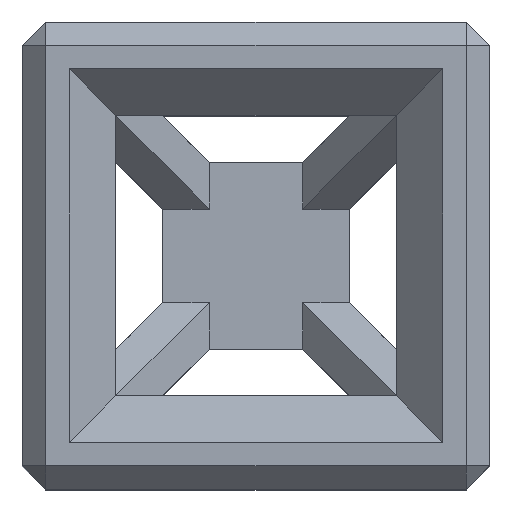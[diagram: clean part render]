
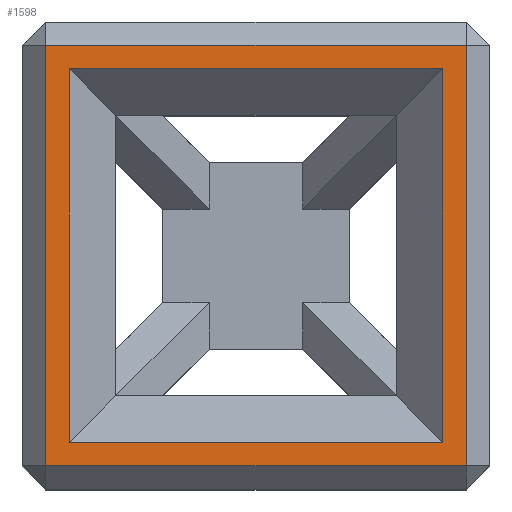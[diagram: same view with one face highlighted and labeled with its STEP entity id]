
A CAD part, top view. The second image highlights one B-rep face of the part: STEP entity #1598.
In plain terms, the highlighted planar face has unit normal (0, 0, 1).
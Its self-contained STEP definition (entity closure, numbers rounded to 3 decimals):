
#2 = DIRECTION ( 'NONE',  ( 1., 0., 0. ) ) ;
#27 = EDGE_CURVE ( 'NONE', #2039, #1325, #2563, .T. ) ;
#123 = CARTESIAN_POINT ( 'NONE',  ( -5., 4.5, 5. ) ) ;
#142 = LINE ( 'NONE', #1240, #484 ) ;
#189 = DIRECTION ( 'NONE',  ( 0., 0., -1. ) ) ;
#197 = CARTESIAN_POINT ( 'NONE',  ( -4.5, 5., 5. ) ) ;
#484 = VECTOR ( 'NONE', #2249, 1000. ) ;
#497 = CARTESIAN_POINT ( 'NONE',  ( 4., 5., 5. ) ) ;
#701 = LINE ( 'NONE', #755, #1466 ) ;
#724 = PLANE ( 'NONE',  #3240 ) ;
#737 = DIRECTION ( 'NONE',  ( 0., -1., 0. ) ) ;
#755 = CARTESIAN_POINT ( 'NONE',  ( -4., 5., 5. ) ) ;
#770 = VECTOR ( 'NONE', #737, 1000. ) ;
#815 = CARTESIAN_POINT ( 'NONE',  ( -4.5, 4.5, 5. ) ) ;
#905 = CARTESIAN_POINT ( 'NONE',  ( 4., 4., 5. ) ) ;
#967 = ORIENTED_EDGE ( 'NONE', *, *, #2608, .T. ) ;
#1035 = ORIENTED_EDGE ( 'NONE', *, *, #2087, .T. ) ;
#1200 = VERTEX_POINT ( 'NONE', #905 ) ;
#1217 = LINE ( 'NONE', #3277, #1243 ) ;
#1231 = EDGE_CURVE ( 'NONE', #1325, #3022, #142, .T. ) ;
#1240 = CARTESIAN_POINT ( 'NONE',  ( 5., -4.5, 5. ) ) ;
#1243 = VECTOR ( 'NONE', #2515, 1000. ) ;
#1325 = VERTEX_POINT ( 'NONE', #1523 ) ;
#1339 = LINE ( 'NONE', #497, #1837 ) ;
#1362 = VERTEX_POINT ( 'NONE', #2056 ) ;
#1401 = VERTEX_POINT ( 'NONE', #2601 ) ;
#1458 = ORIENTED_EDGE ( 'NONE', *, *, #27, .T. ) ;
#1466 = VECTOR ( 'NONE', #1804, 1000. ) ;
#1521 = CARTESIAN_POINT ( 'NONE',  ( -5., 5., 5. ) ) ;
#1523 = CARTESIAN_POINT ( 'NONE',  ( -4.5, -4.5, 5. ) ) ;
#1560 = DIRECTION ( 'NONE',  ( 0., -1., 0. ) ) ;
#1564 = ORIENTED_EDGE ( 'NONE', *, *, #3146, .T. ) ;
#1598 = ADVANCED_FACE ( 'NONE', ( #3112, #2041 ), #724, .F. ) ;
#1681 = VECTOR ( 'NONE', #2764, 1000. ) ;
#1766 = CARTESIAN_POINT ( 'NONE',  ( 4.5, -4.5, 5. ) ) ;
#1804 = DIRECTION ( 'NONE',  ( 0., 1., 0. ) ) ;
#1837 = VECTOR ( 'NONE', #1560, 1000. ) ;
#1848 = VERTEX_POINT ( 'NONE', #1971 ) ;
#1881 = LINE ( 'NONE', #2675, #2494 ) ;
#1910 = EDGE_LOOP ( 'NONE', ( #2724, #967, #2440, #1458 ) ) ;
#1971 = CARTESIAN_POINT ( 'NONE',  ( -4., -4., 5. ) ) ;
#2027 = LINE ( 'NONE', #123, #3101 ) ;
#2039 = VERTEX_POINT ( 'NONE', #815 ) ;
#2041 = FACE_OUTER_BOUND ( 'NONE', #1910, .T. ) ;
#2056 = CARTESIAN_POINT ( 'NONE',  ( -4., 4., 5. ) ) ;
#2087 = EDGE_CURVE ( 'NONE', #1362, #1200, #1881, .T. ) ;
#2137 = ORIENTED_EDGE ( 'NONE', *, *, #2631, .T. ) ;
#2249 = DIRECTION ( 'NONE',  ( 1., 0., 0. ) ) ;
#2440 = ORIENTED_EDGE ( 'NONE', *, *, #3013, .T. ) ;
#2449 = CARTESIAN_POINT ( 'NONE',  ( 4.5, 4.5, 5. ) ) ;
#2494 = VECTOR ( 'NONE', #2, 1000. ) ;
#2500 = CARTESIAN_POINT ( 'NONE',  ( -5., -4., 5. ) ) ;
#2515 = DIRECTION ( 'NONE',  ( 0., 1., 0. ) ) ;
#2542 = VERTEX_POINT ( 'NONE', #2449 ) ;
#2556 = DIRECTION ( 'NONE',  ( -1., 0., 0. ) ) ;
#2563 = LINE ( 'NONE', #197, #770 ) ;
#2567 = DIRECTION ( 'NONE',  ( -1., 0., 0. ) ) ;
#2601 = CARTESIAN_POINT ( 'NONE',  ( 4., -4., 5. ) ) ;
#2608 = EDGE_CURVE ( 'NONE', #3022, #2542, #1217, .T. ) ;
#2631 = EDGE_CURVE ( 'NONE', #1401, #1848, #3051, .T. ) ;
#2675 = CARTESIAN_POINT ( 'NONE',  ( -5., 4., 5. ) ) ;
#2724 = ORIENTED_EDGE ( 'NONE', *, *, #1231, .T. ) ;
#2764 = DIRECTION ( 'NONE',  ( -1., 0., 0. ) ) ;
#2807 = EDGE_CURVE ( 'NONE', #1848, #1362, #701, .T. ) ;
#2823 = ORIENTED_EDGE ( 'NONE', *, *, #2807, .T. ) ;
#3013 = EDGE_CURVE ( 'NONE', #2542, #2039, #2027, .T. ) ;
#3022 = VERTEX_POINT ( 'NONE', #1766 ) ;
#3051 = LINE ( 'NONE', #2500, #1681 ) ;
#3055 = EDGE_LOOP ( 'NONE', ( #1564, #2137, #2823, #1035 ) ) ;
#3101 = VECTOR ( 'NONE', #2556, 1000. ) ;
#3112 = FACE_BOUND ( 'NONE', #3055, .T. ) ;
#3146 = EDGE_CURVE ( 'NONE', #1200, #1401, #1339, .T. ) ;
#3240 = AXIS2_PLACEMENT_3D ( 'NONE', #1521, #189, #2567 ) ;
#3277 = CARTESIAN_POINT ( 'NONE',  ( 4.5, 5., 5. ) ) ;
